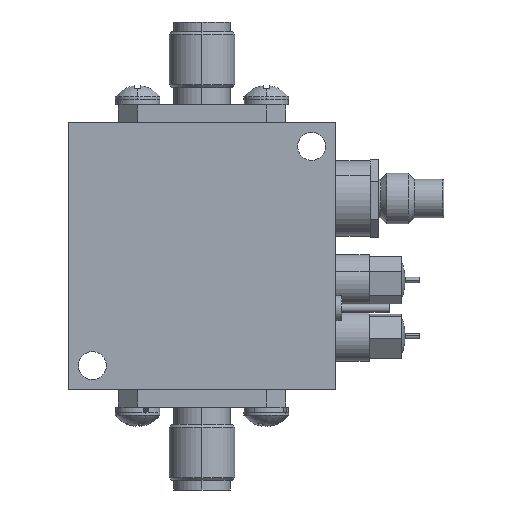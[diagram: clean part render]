
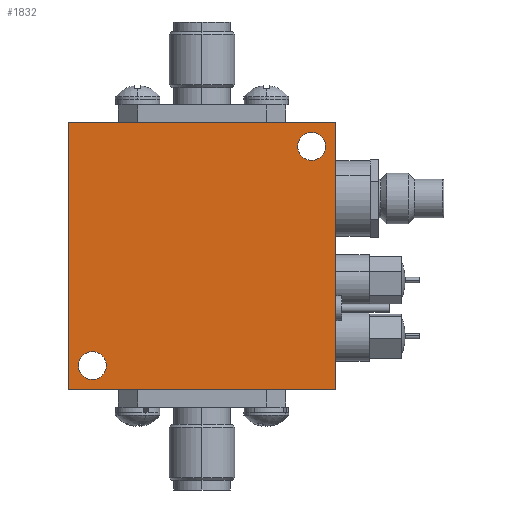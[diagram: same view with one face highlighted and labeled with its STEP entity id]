
A CAD part, front view. The second image highlights one B-rep face of the part: STEP entity #1832.
In plain terms, the highlighted planar face has unit normal (0, -1, 0).
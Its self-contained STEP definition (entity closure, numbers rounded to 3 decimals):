
#1511 = EDGE_LOOP ( 'NONE', ( #58178, #47607 ) ) ;
#1832 = ADVANCED_FACE ( 'NONE', ( #18819, #22396, #2660 ), #12708, .T. ) ;
#2135 = LINE ( 'NONE', #42252, #45692 ) ;
#2542 = VERTEX_POINT ( 'NONE', #27608 ) ;
#2610 = EDGE_LOOP ( 'NONE', ( #56429, #32349 ) ) ;
#2660 = FACE_OUTER_BOUND ( 'NONE', #18783, .T. ) ;
#2782 = LINE ( 'NONE', #42276, #5834 ) ;
#4278 = AXIS2_PLACEMENT_3D ( 'NONE', #6426, #20966, #46220 ) ;
#4384 = CARTESIAN_POINT ( 'NONE',  ( -14.768, -4.365, 13.64 ) ) ;
#5834 = VECTOR ( 'NONE', #61997, 1000. ) ;
#6426 = CARTESIAN_POINT ( 'NONE',  ( -12.482, -4.365, -9.474 ) ) ;
#8936 = CARTESIAN_POINT ( 'NONE',  ( 8.346, -4.365, 10.033 ) ) ;
#10855 = EDGE_CURVE ( 'NONE', #49527, #11477, #18370, .T. ) ;
#11477 = VERTEX_POINT ( 'NONE', #23139 ) ;
#12708 = PLANE ( 'NONE',  #25692 ) ;
#13012 = VERTEX_POINT ( 'NONE', #4384 ) ;
#13663 = CARTESIAN_POINT ( 'NONE',  ( -14.768, -4.365, 13.64 ) ) ;
#16241 = CARTESIAN_POINT ( 'NONE',  ( -14.768, -4.365, -11.76 ) ) ;
#18370 = CIRCLE ( 'NONE', #57697, 1.321 ) ;
#18597 = ORIENTED_EDGE ( 'NONE', *, *, #34979, .T. ) ;
#18783 = EDGE_LOOP ( 'NONE', ( #60725, #62782, #54934, #18597 ) ) ;
#18819 = FACE_BOUND ( 'NONE', #2610, .T. ) ;
#20189 = CARTESIAN_POINT ( 'NONE',  ( 8.346, -4.365, 11.354 ) ) ;
#20209 = EDGE_CURVE ( 'NONE', #13012, #33804, #2135, .T. ) ;
#20966 = DIRECTION ( 'NONE',  ( 0., 1., 0. ) ) ;
#22128 = CIRCLE ( 'NONE', #58313, 1.321 ) ;
#22396 = FACE_BOUND ( 'NONE', #1511, .T. ) ;
#22883 = EDGE_CURVE ( 'NONE', #13012, #2542, #59144, .T. ) ;
#23139 = CARTESIAN_POINT ( 'NONE',  ( -12.482, -4.365, -10.795 ) ) ;
#23686 = LINE ( 'NONE', #53796, #50378 ) ;
#24765 = EDGE_CURVE ( 'NONE', #11477, #49527, #26995, .T. ) ;
#25139 = CARTESIAN_POINT ( 'NONE',  ( 8.346, -4.365, 11.354 ) ) ;
#25692 = AXIS2_PLACEMENT_3D ( 'NONE', #13663, #52496, #42150 ) ;
#26995 = CIRCLE ( 'NONE', #4278, 1.321 ) ;
#27050 = DIRECTION ( 'NONE',  ( 0., 0., -1. ) ) ;
#27608 = CARTESIAN_POINT ( 'NONE',  ( 10.632, -4.365, 13.64 ) ) ;
#29108 = DIRECTION ( 'NONE',  ( 0., 1., 0. ) ) ;
#29342 = CARTESIAN_POINT ( 'NONE',  ( 10.632, -4.365, -11.76 ) ) ;
#32242 = EDGE_CURVE ( 'NONE', #36594, #36015, #22128, .T. ) ;
#32349 = ORIENTED_EDGE ( 'NONE', *, *, #42692, .T. ) ;
#33556 = VECTOR ( 'NONE', #49772, 1000. ) ;
#33804 = VERTEX_POINT ( 'NONE', #16241 ) ;
#34160 = CIRCLE ( 'NONE', #39336, 1.321 ) ;
#34288 = DIRECTION ( 'NONE',  ( 0., 0., 1. ) ) ;
#34979 = EDGE_CURVE ( 'NONE', #33804, #62641, #2782, .T. ) ;
#35815 = DIRECTION ( 'NONE',  ( 0., 1., 0. ) ) ;
#36015 = VERTEX_POINT ( 'NONE', #8936 ) ;
#36594 = VERTEX_POINT ( 'NONE', #44366 ) ;
#38580 = DIRECTION ( 'NONE',  ( 0., 0., -1. ) ) ;
#39336 = AXIS2_PLACEMENT_3D ( 'NONE', #20189, #39944, #49991 ) ;
#39759 = EDGE_CURVE ( 'NONE', #2542, #62641, #23686, .T. ) ;
#39944 = DIRECTION ( 'NONE',  ( 0., 1., 0. ) ) ;
#42150 = DIRECTION ( 'NONE',  ( 0., 0., -1. ) ) ;
#42252 = CARTESIAN_POINT ( 'NONE',  ( -14.768, -4.365, 13.64 ) ) ;
#42276 = CARTESIAN_POINT ( 'NONE',  ( -14.768, -4.365, -11.76 ) ) ;
#42692 = EDGE_CURVE ( 'NONE', #36015, #36594, #34160, .T. ) ;
#44366 = CARTESIAN_POINT ( 'NONE',  ( 8.346, -4.365, 12.675 ) ) ;
#45692 = VECTOR ( 'NONE', #27050, 1000. ) ;
#46220 = DIRECTION ( 'NONE',  ( 0., 0., 1. ) ) ;
#47607 = ORIENTED_EDGE ( 'NONE', *, *, #24765, .T. ) ;
#49129 = CARTESIAN_POINT ( 'NONE',  ( -14.768, -4.365, 13.64 ) ) ;
#49527 = VERTEX_POINT ( 'NONE', #62956 ) ;
#49772 = DIRECTION ( 'NONE',  ( 1., 0., 0. ) ) ;
#49991 = DIRECTION ( 'NONE',  ( 0., 0., 1. ) ) ;
#50378 = VECTOR ( 'NONE', #38580, 1000. ) ;
#52496 = DIRECTION ( 'NONE',  ( 0., -1., 0. ) ) ;
#53796 = CARTESIAN_POINT ( 'NONE',  ( 10.632, -4.365, 13.64 ) ) ;
#54934 = ORIENTED_EDGE ( 'NONE', *, *, #20209, .T. ) ;
#55569 = DIRECTION ( 'NONE',  ( 0., 0., 1. ) ) ;
#56429 = ORIENTED_EDGE ( 'NONE', *, *, #32242, .T. ) ;
#57697 = AXIS2_PLACEMENT_3D ( 'NONE', #63082, #29108, #34288 ) ;
#58178 = ORIENTED_EDGE ( 'NONE', *, *, #10855, .T. ) ;
#58313 = AXIS2_PLACEMENT_3D ( 'NONE', #25139, #35815, #55569 ) ;
#59144 = LINE ( 'NONE', #49129, #33556 ) ;
#60725 = ORIENTED_EDGE ( 'NONE', *, *, #39759, .F. ) ;
#61997 = DIRECTION ( 'NONE',  ( 1., 0., 0. ) ) ;
#62641 = VERTEX_POINT ( 'NONE', #29342 ) ;
#62782 = ORIENTED_EDGE ( 'NONE', *, *, #22883, .F. ) ;
#62956 = CARTESIAN_POINT ( 'NONE',  ( -12.482, -4.365, -8.153 ) ) ;
#63082 = CARTESIAN_POINT ( 'NONE',  ( -12.482, -4.365, -9.474 ) ) ;
